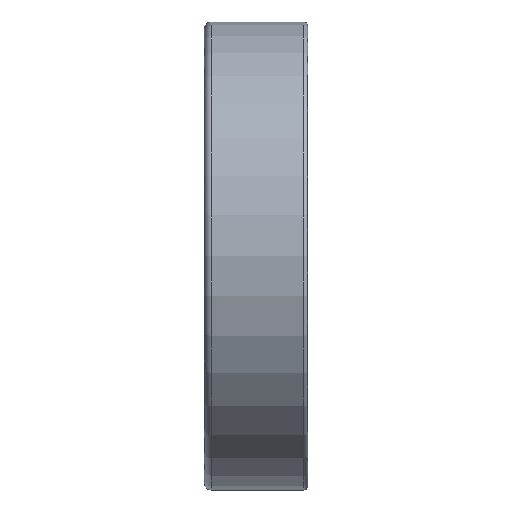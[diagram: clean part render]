
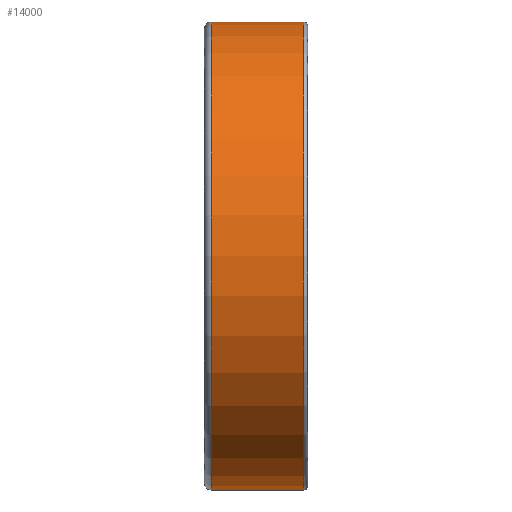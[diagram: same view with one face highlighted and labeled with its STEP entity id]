
A CAD part, top view. The second image highlights one B-rep face of the part: STEP entity #14000.
In plain terms, the highlighted cylindrical face has radius 34 mm (diameter 68 mm), a partial arc.
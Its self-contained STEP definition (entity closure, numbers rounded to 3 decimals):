
#3529=CARTESIAN_POINT('',(-6.5,0.,0.));
#3530=DIRECTION('',(1.,0.,0.));
#3531=DIRECTION('',(0.,1.,0.));
#3532=AXIS2_PLACEMENT_3D('',#3529,#3530,#3531);
#3537=CARTESIAN_POINT('',(6.9,0.,0.));
#3538=DIRECTION('',(1.,0.,0.));
#3539=DIRECTION('',(0.,1.,0.));
#3540=AXIS2_PLACEMENT_3D('',#3537,#3538,#3539);
#3553=DIRECTION('',(-1.,0.,0.));
#3554=VECTOR('',#3553,13.4);
#3555=CARTESIAN_POINT('',(6.9,-34.,0.));
#3556=LINE('',#3555,#3554);
#3568=DIRECTION('',(-1.,0.,0.));
#3569=VECTOR('',#3568,13.4);
#3570=CARTESIAN_POINT('',(6.9,34.,0.));
#3571=LINE('',#3570,#3569);
#10816=CARTESIAN_POINT('',(-6.5,34.,0.));
#10817=CARTESIAN_POINT('',(-6.5,-34.,0.));
#10818=VERTEX_POINT('',#10816);
#10819=VERTEX_POINT('',#10817);
#10820=CARTESIAN_POINT('',(6.9,34.,0.));
#10821=CARTESIAN_POINT('',(6.9,-34.,0.));
#10822=VERTEX_POINT('',#10820);
#10823=VERTEX_POINT('',#10821);
#13986=CARTESIAN_POINT('',(-8.25,0.,0.));
#13987=DIRECTION('',(1.,0.,0.));
#13988=DIRECTION('',(0.,-1.,0.));
#13989=AXIS2_PLACEMENT_3D('',#13986,#13987,#13988);
#13990=CYLINDRICAL_SURFACE('',#13989,34.);
#13991=ORIENTED_EDGE('',*,*,#13976,.F.);
#13993=ORIENTED_EDGE('',*,*,#13992,.F.);
#13995=ORIENTED_EDGE('',*,*,#13994,.T.);
#13997=ORIENTED_EDGE('',*,*,#13996,.T.);
#13998=EDGE_LOOP('',(#13991,#13993,#13995,#13997));
#13999=FACE_OUTER_BOUND('',#13998,.F.);
#3533=CIRCLE('',#3532,34.);
#3541=CIRCLE('',#3540,34.);
#13976=EDGE_CURVE('',#10818,#10819,#3533,.T.);
#13992=EDGE_CURVE('',#10822,#10818,#3571,.T.);
#13994=EDGE_CURVE('',#10822,#10823,#3541,.T.);
#13996=EDGE_CURVE('',#10823,#10819,#3556,.T.);
#14000=ADVANCED_FACE('',(#13999),#13990,.T.);
